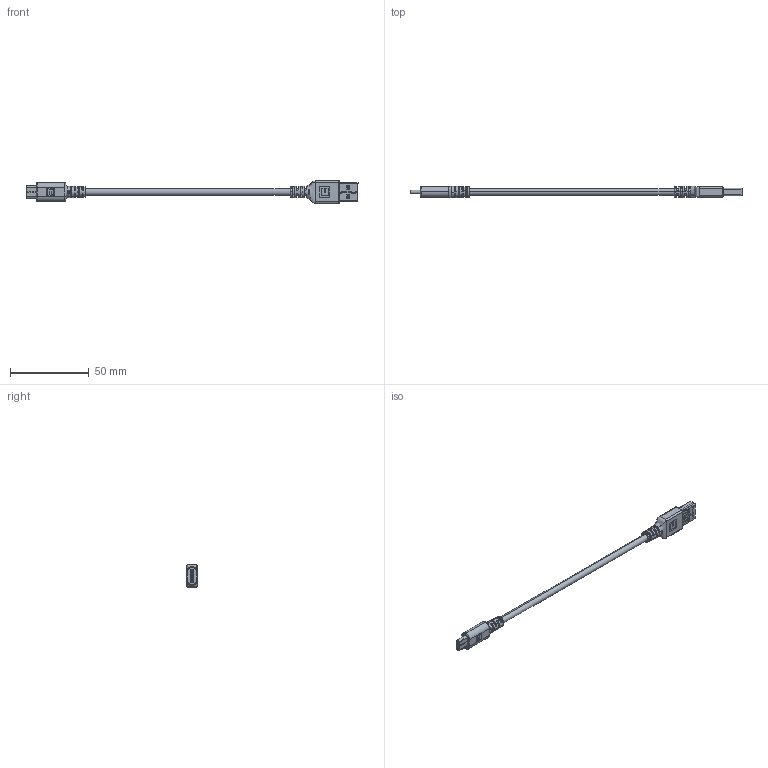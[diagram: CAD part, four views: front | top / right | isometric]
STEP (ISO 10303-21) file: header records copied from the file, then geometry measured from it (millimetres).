
FILE_DESCRIPTION (( 'STEP AP203' ), '1' );
FILE_NAME ('10-06148.STEP', '2025-03-24T19:11:07', ( '' ), ( '' ), 'SwSTEP 2.0', 'SolidWorks 2021', '' );
FILE_SCHEMA (( 'CONFIG_CONTROL_DESIGN' ));
Length unit declared in the file: millimetre
Products named in the file (12): 24-00446; 50-01063_insulator; 50-01061_Hidden emarker; 50-01063; 50-01063_pin5; 30-03507; 50-01063_shell; 10-06148; 50-01063_pin2; 50-01063_pin1; 50-01063_pin4; 24-00326
Assembly tree (16 placements, depth 3):
  10-06148
    30-03507
    24-00326
    24-00446
    50-01061_Hidden emarker
    50-01063
      50-01063_insulator
      50-01063_shell
      50-01063_pin1
      50-01063_pin5  x5
      50-01063_pin4
      50-01063_pin2  x2
Bounding box: 211.15 x 7.54 x 14.5 mm (x, y, z)
Volume: 5773.8 mm3; surface area: 29799.7 mm2
Topology: 131 solids, 132 shells, 2476 faces, 6422 edges, 4160 vertices
Faces by surface type: plane 1293, cylinder 809, bspline 250, torus 114, sphere 8, cone 2
Entity records: 75402 total; most frequent: CARTESIAN_POINT 21140, ORIENTED_EDGE 11178, DIRECTION 10562, EDGE_CURVE 5589, VERTEX_POINT 3624, AXIS2_PLACEMENT_3D 3605, VECTOR 3352, LINE 3352
